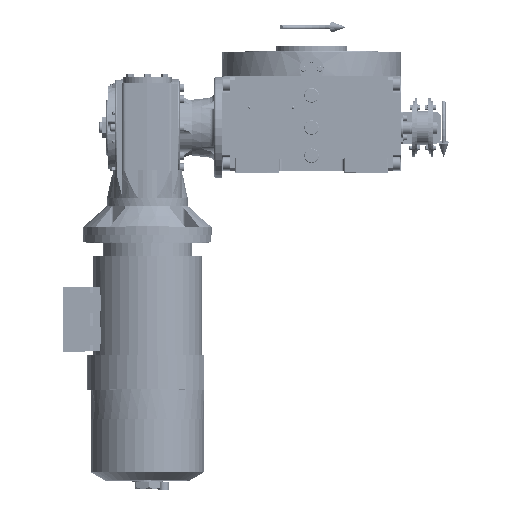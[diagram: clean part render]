
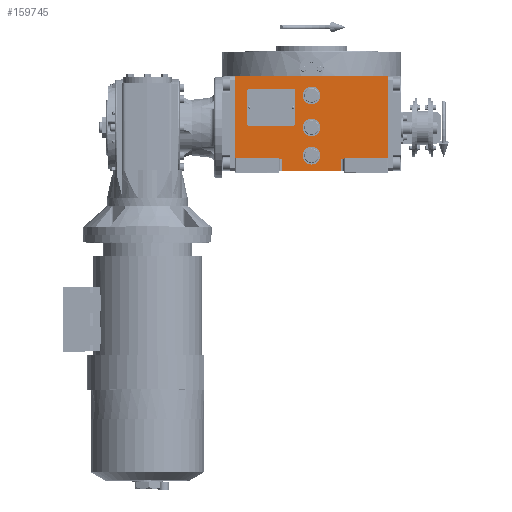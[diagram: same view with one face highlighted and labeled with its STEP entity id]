
A CAD part, top view. The second image highlights one B-rep face of the part: STEP entity #159745.
In plain terms, the highlighted planar face has unit normal (0, 0, 1).
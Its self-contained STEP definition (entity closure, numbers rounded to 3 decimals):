
#389 = LINE ( 'NONE', #9314, #135307 ) ;
#979 = DIRECTION ( 'NONE',  ( 0., 0., 1. ) ) ;
#1314 = DIRECTION ( 'NONE',  ( 1., 0., 0. ) ) ;
#5376 = CIRCLE ( 'NONE', #129347, 11. ) ;
#5835 = CARTESIAN_POINT ( 'NONE',  ( 37., -38.5, 163.5 ) ) ;
#6529 = DIRECTION ( 'NONE',  ( -1., 0., 0. ) ) ;
#6757 = ORIENTED_EDGE ( 'NONE', *, *, #129353, .F. ) ;
#8216 = LINE ( 'NONE', #23511, #108539 ) ;
#8580 = EDGE_CURVE ( 'NONE', #14069, #130361, #61562, .T. ) ;
#9314 = CARTESIAN_POINT ( 'NONE',  ( -94.5, -38.5, 163.5 ) ) ;
#10875 = LINE ( 'NONE', #95051, #57910 ) ;
#11640 = VECTOR ( 'NONE', #14613, 1000. ) ;
#13065 = FACE_OUTER_BOUND ( 'NONE', #57394, .T. ) ;
#13761 = CIRCLE ( 'NONE', #26674, 11. ) ;
#14069 = VERTEX_POINT ( 'NONE', #25860 ) ;
#14613 = DIRECTION ( 'NONE',  ( 0., -1., 0. ) ) ;
#14822 = DIRECTION ( 'NONE',  ( 1., 0., 0. ) ) ;
#23511 = CARTESIAN_POINT ( 'NONE',  ( -94.5, 64.5, 163.5 ) ) ;
#24083 = CARTESIAN_POINT ( 'NONE',  ( 94.5, -38.5, 163.5 ) ) ;
#25860 = CARTESIAN_POINT ( 'NONE',  ( 37., -38.5, 163.5 ) ) ;
#26346 = CARTESIAN_POINT ( 'NONE',  ( 0., 0., 163.5 ) ) ;
#26674 = AXIS2_PLACEMENT_3D ( 'NONE', #149904, #39104, #6529 ) ;
#26950 = DIRECTION ( 'NONE',  ( 0., 0., 1. ) ) ;
#27652 = AXIS2_PLACEMENT_3D ( 'NONE', #54593, #137936, #114476 ) ;
#29332 = DIRECTION ( 'NONE',  ( -1., 0., 0. ) ) ;
#30574 = VERTEX_POINT ( 'NONE', #102854 ) ;
#32026 = EDGE_CURVE ( 'NONE', #159814, #71660, #65626, .T. ) ;
#33865 = AXIS2_PLACEMENT_3D ( 'NONE', #26346, #128262, #88679 ) ;
#34933 = EDGE_LOOP ( 'NONE', ( #97672, #6757 ) ) ;
#36626 = CARTESIAN_POINT ( 'NONE',  ( -11., 40., 163.5 ) ) ;
#37716 = VERTEX_POINT ( 'NONE', #155963 ) ;
#39104 = DIRECTION ( 'NONE',  ( 0., 0., 1. ) ) ;
#39261 = CARTESIAN_POINT ( 'NONE',  ( 0., 40., 163.5 ) ) ;
#41950 = AXIS2_PLACEMENT_3D ( 'NONE', #148128, #979, #50280 ) ;
#44798 = ORIENTED_EDGE ( 'NONE', *, *, #8580, .F. ) ;
#44919 = DIRECTION ( 'NONE',  ( 0., 1., 0. ) ) ;
#45753 = VERTEX_POINT ( 'NONE', #85218 ) ;
#46092 = EDGE_CURVE ( 'NONE', #100705, #37716, #8216, .T. ) ;
#46768 = CIRCLE ( 'NONE', #101379, 11. ) ;
#49471 = PLANE ( 'NONE',  #41950 ) ;
#50280 = DIRECTION ( 'NONE',  ( 1., 0., 0. ) ) ;
#50462 = CARTESIAN_POINT ( 'NONE',  ( 0., -35., 163.5 ) ) ;
#53549 = CIRCLE ( 'NONE', #27652, 11. ) ;
#54422 = CARTESIAN_POINT ( 'NONE',  ( 0., -35., 163.5 ) ) ;
#54593 = CARTESIAN_POINT ( 'NONE',  ( 0., 0., 163.5 ) ) ;
#55464 = EDGE_LOOP ( 'NONE', ( #128804, #83827 ) ) ;
#57052 = CARTESIAN_POINT ( 'NONE',  ( -37., -53.5, 163.5 ) ) ;
#57394 = EDGE_LOOP ( 'NONE', ( #157802, #44798, #145937, #120870, #137474, #108047, #75584, #73447 ) ) ;
#57910 = VECTOR ( 'NONE', #120112, 1000. ) ;
#59538 = EDGE_CURVE ( 'NONE', #147729, #100705, #389, .T. ) ;
#61436 = EDGE_CURVE ( 'NONE', #30574, #130361, #92319, .T. ) ;
#61562 = LINE ( 'NONE', #76092, #11640 ) ;
#61602 = FACE_BOUND ( 'NONE', #34933, .T. ) ;
#61965 = CARTESIAN_POINT ( 'NONE',  ( 11., 40., 163.5 ) ) ;
#64540 = EDGE_CURVE ( 'NONE', #80162, #114403, #53549, .T. ) ;
#64788 = FACE_BOUND ( 'NONE', #55464, .T. ) ;
#65626 = CIRCLE ( 'NONE', #155982, 11. ) ;
#66190 = EDGE_CURVE ( 'NONE', #14069, #45753, #141663, .T. ) ;
#67019 = VERTEX_POINT ( 'NONE', #36626 ) ;
#68144 = DIRECTION ( 'NONE',  ( 0., 0., 1. ) ) ;
#69612 = EDGE_CURVE ( 'NONE', #67019, #119574, #13761, .T. ) ;
#71660 = VERTEX_POINT ( 'NONE', #94299 ) ;
#73447 = ORIENTED_EDGE ( 'NONE', *, *, #75320, .F. ) ;
#75320 = EDGE_CURVE ( 'NONE', #30574, #94820, #130659, .T. ) ;
#75584 = ORIENTED_EDGE ( 'NONE', *, *, #120726, .T. ) ;
#76092 = CARTESIAN_POINT ( 'NONE',  ( 37., -38.5, 163.5 ) ) ;
#77807 = DIRECTION ( 'NONE',  ( 1., 0., 0. ) ) ;
#80162 = VERTEX_POINT ( 'NONE', #145276 ) ;
#82341 = ORIENTED_EDGE ( 'NONE', *, *, #69612, .F. ) ;
#83827 = ORIENTED_EDGE ( 'NONE', *, *, #64540, .F. ) ;
#83977 = DIRECTION ( 'NONE',  ( 0., 1., 0. ) ) ;
#85218 = CARTESIAN_POINT ( 'NONE',  ( 94.5, -38.5, 163.5 ) ) ;
#86971 = CARTESIAN_POINT ( 'NONE',  ( -94.5, -38.5, 163.5 ) ) ;
#87051 = DIRECTION ( 'NONE',  ( 0., 0., 1. ) ) ;
#88679 = DIRECTION ( 'NONE',  ( 1., 0., 0. ) ) ;
#89746 = VECTOR ( 'NONE', #44919, 1000. ) ;
#92319 = LINE ( 'NONE', #141631, #135418 ) ;
#92786 = CARTESIAN_POINT ( 'NONE',  ( -37., -38.5, 163.5 ) ) ;
#94299 = CARTESIAN_POINT ( 'NONE',  ( -11., -35., 163.5 ) ) ;
#94820 = VERTEX_POINT ( 'NONE', #92786 ) ;
#95051 = CARTESIAN_POINT ( 'NONE',  ( -94.5, -38.5, 163.5 ) ) ;
#95564 = DIRECTION ( 'NONE',  ( 1., 0., 0. ) ) ;
#97672 = ORIENTED_EDGE ( 'NONE', *, *, #32026, .F. ) ;
#97693 = LINE ( 'NONE', #24083, #114249 ) ;
#98062 = CARTESIAN_POINT ( 'NONE',  ( 37., -53.5, 163.5 ) ) ;
#98413 = CIRCLE ( 'NONE', #33865, 11. ) ;
#100705 = VERTEX_POINT ( 'NONE', #139482 ) ;
#101379 = AXIS2_PLACEMENT_3D ( 'NONE', #54422, #68144, #29332 ) ;
#102854 = CARTESIAN_POINT ( 'NONE',  ( -37., -53.5, 163.5 ) ) ;
#107955 = DIRECTION ( 'NONE',  ( 0., 1., 0. ) ) ;
#108047 = ORIENTED_EDGE ( 'NONE', *, *, #59538, .F. ) ;
#108539 = VECTOR ( 'NONE', #95564, 1000. ) ;
#108777 = EDGE_CURVE ( 'NONE', #45753, #37716, #97693, .T. ) ;
#110927 = FACE_BOUND ( 'NONE', #154282, .T. ) ;
#114249 = VECTOR ( 'NONE', #83977, 1000. ) ;
#114403 = VERTEX_POINT ( 'NONE', #117750 ) ;
#114476 = DIRECTION ( 'NONE',  ( -1., 0., 0. ) ) ;
#114697 = ORIENTED_EDGE ( 'NONE', *, *, #127720, .F. ) ;
#117750 = CARTESIAN_POINT ( 'NONE',  ( 11., 0., 163.5 ) ) ;
#118132 = CARTESIAN_POINT ( 'NONE',  ( 11., -35., 163.5 ) ) ;
#119574 = VERTEX_POINT ( 'NONE', #61965 ) ;
#120112 = DIRECTION ( 'NONE',  ( 1., 0., 0. ) ) ;
#120726 = EDGE_CURVE ( 'NONE', #147729, #94820, #10875, .T. ) ;
#120870 = ORIENTED_EDGE ( 'NONE', *, *, #108777, .T. ) ;
#127720 = EDGE_CURVE ( 'NONE', #119574, #67019, #5376, .T. ) ;
#128262 = DIRECTION ( 'NONE',  ( 0., 0., 1. ) ) ;
#128804 = ORIENTED_EDGE ( 'NONE', *, *, #157272, .F. ) ;
#129347 = AXIS2_PLACEMENT_3D ( 'NONE', #39261, #87051, #1314 ) ;
#129353 = EDGE_CURVE ( 'NONE', #71660, #159814, #46768, .T. ) ;
#130361 = VERTEX_POINT ( 'NONE', #98062 ) ;
#130659 = LINE ( 'NONE', #57052, #89746 ) ;
#132147 = VECTOR ( 'NONE', #77807, 1000. ) ;
#135307 = VECTOR ( 'NONE', #107955, 1000. ) ;
#135418 = VECTOR ( 'NONE', #152162, 1000. ) ;
#137474 = ORIENTED_EDGE ( 'NONE', *, *, #46092, .F. ) ;
#137936 = DIRECTION ( 'NONE',  ( 0., 0., 1. ) ) ;
#139482 = CARTESIAN_POINT ( 'NONE',  ( -94.5, 64.5, 163.5 ) ) ;
#141631 = CARTESIAN_POINT ( 'NONE',  ( -37., -53.5, 163.5 ) ) ;
#141663 = LINE ( 'NONE', #5835, #132147 ) ;
#145276 = CARTESIAN_POINT ( 'NONE',  ( -11., 0., 163.5 ) ) ;
#145937 = ORIENTED_EDGE ( 'NONE', *, *, #66190, .T. ) ;
#147729 = VERTEX_POINT ( 'NONE', #86971 ) ;
#148128 = CARTESIAN_POINT ( 'NONE',  ( -94.5, -53.5, 163.5 ) ) ;
#149904 = CARTESIAN_POINT ( 'NONE',  ( 0., 40., 163.5 ) ) ;
#152162 = DIRECTION ( 'NONE',  ( 1., 0., 0. ) ) ;
#154282 = EDGE_LOOP ( 'NONE', ( #114697, #82341 ) ) ;
#155963 = CARTESIAN_POINT ( 'NONE',  ( 94.5, 64.5, 163.5 ) ) ;
#155982 = AXIS2_PLACEMENT_3D ( 'NONE', #50462, #26950, #14822 ) ;
#157272 = EDGE_CURVE ( 'NONE', #114403, #80162, #98413, .T. ) ;
#157802 = ORIENTED_EDGE ( 'NONE', *, *, #61436, .T. ) ;
#159745 = ADVANCED_FACE ( 'NONE', ( #64788, #61602, #110927, #13065 ), #49471, .T. ) ;
#159814 = VERTEX_POINT ( 'NONE', #118132 ) ;
